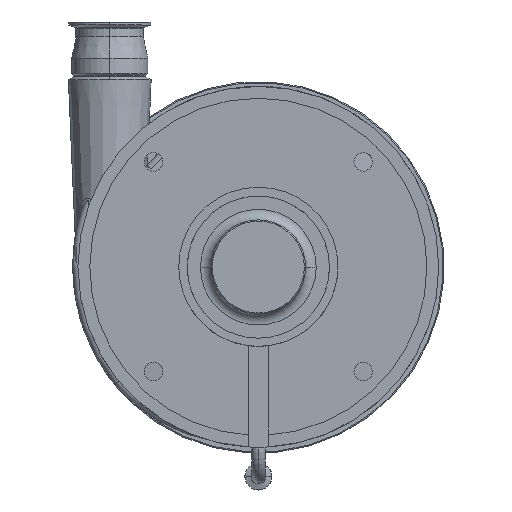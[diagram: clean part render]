
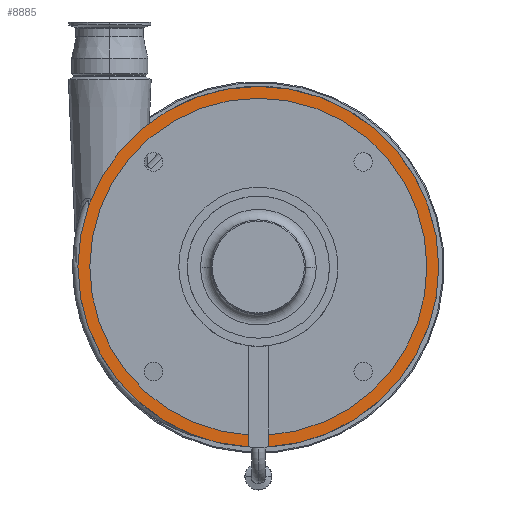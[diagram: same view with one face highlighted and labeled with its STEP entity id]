
A CAD part, top view. The second image highlights one B-rep face of the part: STEP entity #8885.
In plain terms, the highlighted planar face has unit normal (0, 0, 1).
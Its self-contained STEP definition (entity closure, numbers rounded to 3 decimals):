
#541 = ORIENTED_EDGE ( 'NONE', *, *, #15395, .T. ) ;
#1274 = CIRCLE ( 'NONE', #9587, 170. ) ;
#1570 = DIRECTION ( 'NONE',  ( 0., 1., 0. ) ) ;
#2379 = CIRCLE ( 'NONE', #7818, 170. ) ;
#2434 = EDGE_CURVE ( 'NONE', #14963, #11988, #9505, .T. ) ;
#2496 = CARTESIAN_POINT ( 'NONE',  ( 0., 0., 10. ) ) ;
#2567 = CARTESIAN_POINT ( 'NONE',  ( 0., 0., 10. ) ) ;
#2647 = AXIS2_PLACEMENT_3D ( 'NONE', #7718, #13352, #17544 ) ;
#2793 = CARTESIAN_POINT ( 'NONE',  ( 170., 0., 10. ) ) ;
#3332 = DIRECTION ( 'NONE',  ( -1., 0., 0. ) ) ;
#3775 = FACE_OUTER_BOUND ( 'NONE', #17671, .T. ) ;
#3987 = AXIS2_PLACEMENT_3D ( 'NONE', #2567, #16240, #17670 ) ;
#4020 = VERTEX_POINT ( 'NONE', #5824 ) ;
#4211 = DIRECTION ( 'NONE',  ( 0., -1., 0. ) ) ;
#4232 = VERTEX_POINT ( 'NONE', #17134 ) ;
#4601 = AXIS2_PLACEMENT_3D ( 'NONE', #9895, #14081, #15324 ) ;
#4989 = DIRECTION ( 'NONE',  ( 0., 0., -1. ) ) ;
#5123 = CIRCLE ( 'NONE', #3987, 158.8 ) ;
#5293 = EDGE_CURVE ( 'NONE', #14845, #14963, #2379, .T. ) ;
#5440 = VECTOR ( 'NONE', #4211, 1000. ) ;
#5824 = CARTESIAN_POINT ( 'NONE',  ( 158.8, 0., 10. ) ) ;
#6201 = CARTESIAN_POINT ( 'NONE',  ( 0., 0., 10. ) ) ;
#6504 = EDGE_CURVE ( 'NONE', #11988, #4232, #1274, .T. ) ;
#7310 = CARTESIAN_POINT ( 'NONE',  ( 9.525, -74.393, 10. ) ) ;
#7718 = CARTESIAN_POINT ( 'NONE',  ( 0., 170., 10. ) ) ;
#7731 = AXIS2_PLACEMENT_3D ( 'NONE', #13987, #12741, #15666 ) ;
#7818 = AXIS2_PLACEMENT_3D ( 'NONE', #2496, #13414, #17328 ) ;
#7904 = PLANE ( 'NONE',  #2647 ) ;
#8054 = CARTESIAN_POINT ( 'NONE',  ( -158.8, 0., 10. ) ) ;
#8103 = AXIS2_PLACEMENT_3D ( 'NONE', #17230, #4989, #10455 ) ;
#8160 = CARTESIAN_POINT ( 'NONE',  ( -170., 0., 10. ) ) ;
#8604 = CIRCLE ( 'NONE', #7731, 158.8 ) ;
#8885 = ADVANCED_FACE ( 'NONE', ( #3775 ), #7904, .F. ) ;
#8978 = CARTESIAN_POINT ( 'NONE',  ( -9.525, -169.733, 10. ) ) ;
#9124 = ORIENTED_EDGE ( 'NONE', *, *, #9515, .T. ) ;
#9505 = CIRCLE ( 'NONE', #4601, 170. ) ;
#9515 = EDGE_CURVE ( 'NONE', #4020, #12180, #15780, .T. ) ;
#9587 = AXIS2_PLACEMENT_3D ( 'NONE', #6201, #11573, #3332 ) ;
#9709 = VECTOR ( 'NONE', #1570, 1000. ) ;
#9833 = LINE ( 'NONE', #7310, #9709 ) ;
#9895 = CARTESIAN_POINT ( 'NONE',  ( 0., 0., 10. ) ) ;
#10455 = DIRECTION ( 'NONE',  ( -1., 0., 0. ) ) ;
#11049 = ORIENTED_EDGE ( 'NONE', *, *, #2434, .F. ) ;
#11342 = EDGE_CURVE ( 'NONE', #4232, #12180, #9833, .T. ) ;
#11573 = DIRECTION ( 'NONE',  ( 0., 0., -1. ) ) ;
#11929 = CARTESIAN_POINT ( 'NONE',  ( -9.525, -158.514, 10. ) ) ;
#11988 = VERTEX_POINT ( 'NONE', #2793 ) ;
#12180 = VERTEX_POINT ( 'NONE', #13751 ) ;
#12741 = DIRECTION ( 'NONE',  ( 0., 0., -1. ) ) ;
#12893 = ORIENTED_EDGE ( 'NONE', *, *, #6504, .F. ) ;
#13352 = DIRECTION ( 'NONE',  ( 0., 0., -1. ) ) ;
#13414 = DIRECTION ( 'NONE',  ( 0., 0., -1. ) ) ;
#13751 = CARTESIAN_POINT ( 'NONE',  ( 9.525, -158.514, 10. ) ) ;
#13804 = LINE ( 'NONE', #17716, #5440 ) ;
#13850 = ORIENTED_EDGE ( 'NONE', *, *, #14540, .F. ) ;
#13987 = CARTESIAN_POINT ( 'NONE',  ( 0., 0., 10. ) ) ;
#14081 = DIRECTION ( 'NONE',  ( 0., 0., -1. ) ) ;
#14219 = EDGE_CURVE ( 'NONE', #17546, #4020, #8604, .T. ) ;
#14540 = EDGE_CURVE ( 'NONE', #16526, #14845, #13804, .T. ) ;
#14604 = ORIENTED_EDGE ( 'NONE', *, *, #14219, .T. ) ;
#14845 = VERTEX_POINT ( 'NONE', #8978 ) ;
#14963 = VERTEX_POINT ( 'NONE', #8160 ) ;
#15324 = DIRECTION ( 'NONE',  ( -1., 0., 0. ) ) ;
#15395 = EDGE_CURVE ( 'NONE', #16526, #17546, #5123, .T. ) ;
#15666 = DIRECTION ( 'NONE',  ( -1., 0., 0. ) ) ;
#15780 = CIRCLE ( 'NONE', #8103, 158.8 ) ;
#16240 = DIRECTION ( 'NONE',  ( 0., 0., -1. ) ) ;
#16526 = VERTEX_POINT ( 'NONE', #11929 ) ;
#17134 = CARTESIAN_POINT ( 'NONE',  ( 9.525, -169.733, 10. ) ) ;
#17230 = CARTESIAN_POINT ( 'NONE',  ( 0., 0., 10. ) ) ;
#17313 = ORIENTED_EDGE ( 'NONE', *, *, #5293, .F. ) ;
#17328 = DIRECTION ( 'NONE',  ( -1., 0., 0. ) ) ;
#17446 = ORIENTED_EDGE ( 'NONE', *, *, #11342, .F. ) ;
#17544 = DIRECTION ( 'NONE',  ( -1., 0., 0. ) ) ;
#17546 = VERTEX_POINT ( 'NONE', #8054 ) ;
#17670 = DIRECTION ( 'NONE',  ( -1., 0., 0. ) ) ;
#17671 = EDGE_LOOP ( 'NONE', ( #541, #14604, #9124, #17446, #12893, #11049, #17313, #13850 ) ) ;
#17716 = CARTESIAN_POINT ( 'NONE',  ( -9.525, -74.393, 10. ) ) ;
